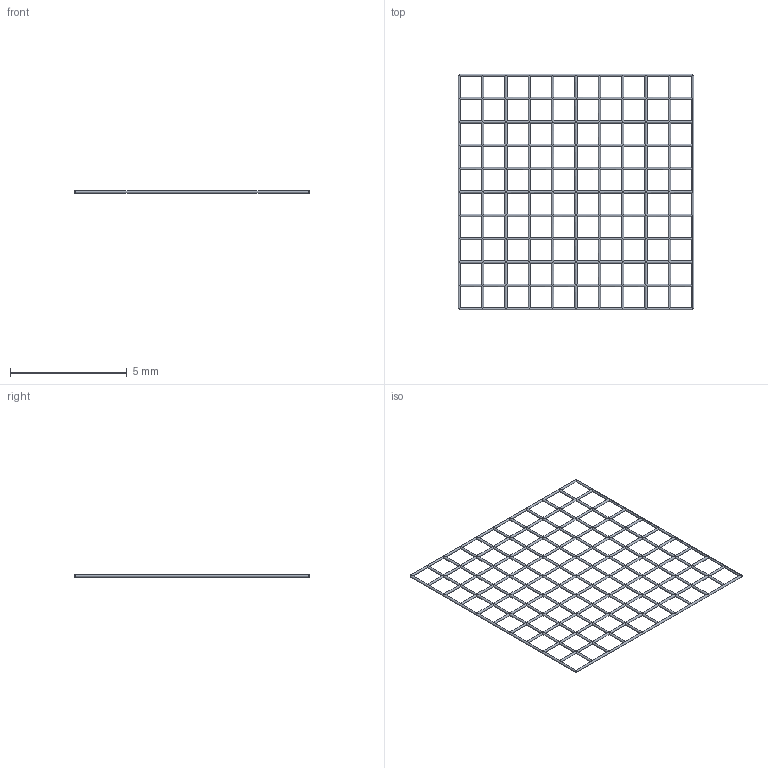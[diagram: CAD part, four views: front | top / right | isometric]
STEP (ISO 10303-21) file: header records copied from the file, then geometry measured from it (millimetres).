
FILE_DESCRIPTION(/* description */ (''),/* implementation_level */ '2;1');
FILE_NAME(/* name */ 'mesh.stp',/* time_stamp */ '2018-01-24T15:44:32+01:00',/* author */ ('hapahl'),/* organization */ (''),/* preprocessor_version */ 'ST-DEVELOPER v16.5',/* originating_system */ 'Autodesk Inventor 2017',/* authorisation */ '');
FILE_SCHEMA (('AUTOMOTIVE_DESIGN { 1 0 10303 214 3 1 1 }'));
Length unit declared in the file: millimetre
Products named in the file (1): mesh
Bounding box: 10.1 x 10.1 x 0.1 mm (x, y, z)
Volume: 1.7 mm3; surface area: 65.1 mm2
Topology: 1 solids, 1 shells, 192 faces, 632 edges, 242 vertices
Faces by surface type: cylinder 184, plane 8
Full cylindrical faces by diameter (mm): 0.1 x184
Entity records: 5790 total; most frequent: DIRECTION 1206, CARTESIAN_POINT 847, ORIENTED_EDGE 824, AXIS2_PLACEMENT_3D 601, EDGE_LOOP 412, EDGE_CURVE 412, ELLIPSE 400, VERTEX_POINT 242
